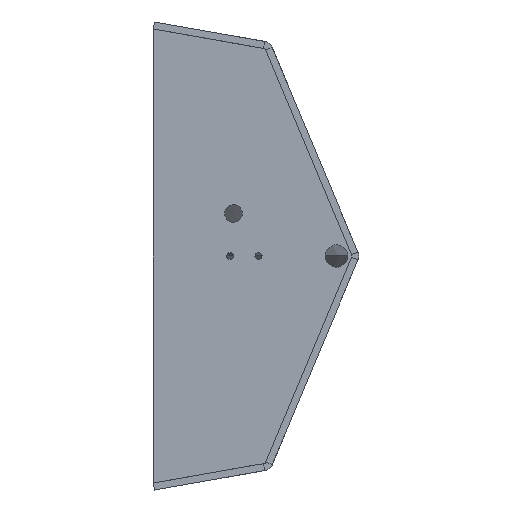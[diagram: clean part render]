
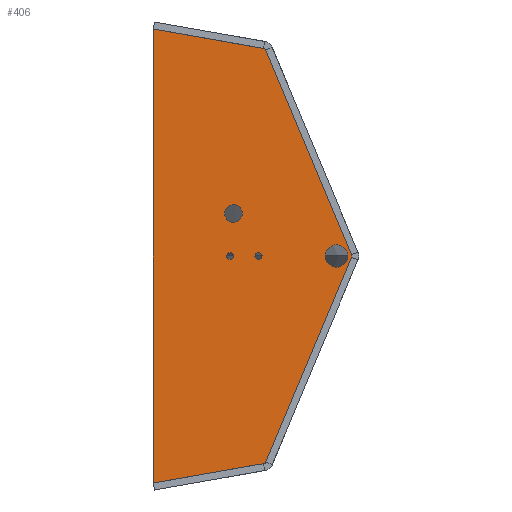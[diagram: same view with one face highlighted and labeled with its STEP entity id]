
A CAD part, left-side view. The second image highlights one B-rep face of the part: STEP entity #406.
In plain terms, the highlighted free-form (B-spline) face has degree [1, 1] with [2, 2] control points.
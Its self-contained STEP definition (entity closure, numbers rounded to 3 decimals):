
#24 = VERTEX_POINT('',#25);
#25 = CARTESIAN_POINT('',(-4.576,-118.209,7.212
    ));
#30 = EDGE_CURVE('',#31,#24,#33,.T.);
#31 = VERTEX_POINT('',#32);
#32 = CARTESIAN_POINT('',(-4.576,-118.209,
    -7.212));
#33 = ( BOUNDED_CURVE() B_SPLINE_CURVE(2,(#34,#35,#36,#37,#38),
.UNSPECIFIED.,.F.,.F.) B_SPLINE_CURVE_WITH_KNOTS((3,2,3),(3.142,
4.712,6.283),.PIECEWISE_BEZIER_KNOTS.) CURVE() 
GEOMETRIC_REPRESENTATION_ITEM() RATIONAL_B_SPLINE_CURVE((1.,
0.707,1.,0.707,1.)) REPRESENTATION_ITEM('') );
#34 = CARTESIAN_POINT('',(-4.576,-118.209,
    -7.212));
#35 = CARTESIAN_POINT('',(-4.576,-125.421,-7.212
    ));
#36 = CARTESIAN_POINT('',(-4.576,-125.421,
    0.));
#37 = CARTESIAN_POINT('',(-4.576,-125.421,7.212)
  );
#38 = CARTESIAN_POINT('',(-4.576,-118.209,7.212
    ));
#72 = VERTEX_POINT('',#73);
#73 = CARTESIAN_POINT('',(-4.576,-67.872,2.288
    ));
#78 = EDGE_CURVE('',#79,#72,#81,.T.);
#79 = VERTEX_POINT('',#80);
#80 = CARTESIAN_POINT('',(-4.576,-67.872,
    -2.288));
#81 = ( BOUNDED_CURVE() B_SPLINE_CURVE(2,(#82,#83,#84,#85,#86),
.UNSPECIFIED.,.F.,.F.) B_SPLINE_CURVE_WITH_KNOTS((3,2,3),(3.142,
4.712,6.283),.PIECEWISE_BEZIER_KNOTS.) CURVE() 
GEOMETRIC_REPRESENTATION_ITEM() RATIONAL_B_SPLINE_CURVE((1.,
0.707,1.,0.707,1.)) REPRESENTATION_ITEM('') );
#82 = CARTESIAN_POINT('',(-4.576,-67.872,
    -2.288));
#83 = CARTESIAN_POINT('',(-4.576,-70.16,
    -2.288));
#84 = CARTESIAN_POINT('',(-4.576,-70.16,
    0.));
#85 = CARTESIAN_POINT('',(-4.576,-70.16,2.288
    ));
#86 = CARTESIAN_POINT('',(-4.576,-67.872,2.288
    ));
#120 = VERTEX_POINT('',#121);
#121 = CARTESIAN_POINT('',(-4.576,-49.567,
    2.288));
#126 = EDGE_CURVE('',#127,#120,#129,.T.);
#127 = VERTEX_POINT('',#128);
#128 = CARTESIAN_POINT('',(-4.576,-49.567,
    -2.288));
#129 = ( BOUNDED_CURVE() B_SPLINE_CURVE(2,(#130,#131,#132,#133,#134),
.UNSPECIFIED.,.F.,.F.) B_SPLINE_CURVE_WITH_KNOTS((3,2,3),(3.142,
4.712,6.283),.PIECEWISE_BEZIER_KNOTS.) CURVE() 
GEOMETRIC_REPRESENTATION_ITEM() RATIONAL_B_SPLINE_CURVE((1.,
0.707,1.,0.707,1.)) REPRESENTATION_ITEM('') );
#130 = CARTESIAN_POINT('',(-4.576,-49.567,
    -2.288));
#131 = CARTESIAN_POINT('',(-4.576,-51.855,
    -2.288));
#132 = CARTESIAN_POINT('',(-4.576,-51.855,
    0.));
#133 = CARTESIAN_POINT('',(-4.576,-51.855,
    2.288));
#134 = CARTESIAN_POINT('',(-4.576,-49.567,
    2.288));
#168 = VERTEX_POINT('',#169);
#169 = CARTESIAN_POINT('',(-4.576,-51.763,
    33.131));
#174 = EDGE_CURVE('',#175,#168,#177,.T.);
#175 = VERTEX_POINT('',#176);
#176 = CARTESIAN_POINT('',(-4.576,-51.763,
    21.783));
#177 = ( BOUNDED_CURVE() B_SPLINE_CURVE(2,(#178,#179,#180,#181,#182),
.UNSPECIFIED.,.F.,.F.) B_SPLINE_CURVE_WITH_KNOTS((3,2,3),(3.142,
4.712,6.283),.PIECEWISE_BEZIER_KNOTS.) CURVE() 
GEOMETRIC_REPRESENTATION_ITEM() RATIONAL_B_SPLINE_CURVE((1.,
0.707,1.,0.707,1.)) REPRESENTATION_ITEM('') );
#178 = CARTESIAN_POINT('',(-4.576,-51.763,
    21.783));
#179 = CARTESIAN_POINT('',(-4.576,-57.438,
    21.783));
#180 = CARTESIAN_POINT('',(-4.576,-57.438,
    27.457));
#181 = CARTESIAN_POINT('',(-4.576,-57.438,
    33.131));
#182 = CARTESIAN_POINT('',(-4.576,-51.763,
    33.131));
#214 = VERTEX_POINT('',#215);
#215 = CARTESIAN_POINT('',(-4.576,-72.057,
    133.731));
#222 = EDGE_CURVE('',#214,#223,#225,.T.);
#223 = VERTEX_POINT('',#224);
#224 = CARTESIAN_POINT('',(-4.576,-128.132,0.));
#225 = B_SPLINE_CURVE_WITH_KNOTS('',1,(#226,#227),.UNSPECIFIED.,.F.,.F.,
  (2,2),(0.,100.611),.PIECEWISE_BEZIER_KNOTS.);
#226 = CARTESIAN_POINT('',(-4.576,-72.057,
    133.731));
#227 = CARTESIAN_POINT('',(-4.576,-128.132,0.));
#250 = EDGE_CURVE('',#223,#251,#253,.T.);
#251 = VERTEX_POINT('',#252);
#252 = CARTESIAN_POINT('',(-4.576,-72.106,
    -133.723));
#253 = B_SPLINE_CURVE_WITH_KNOTS('',1,(#254,#255),.UNSPECIFIED.,.F.,.F.,
  (2,2),(0.,100.593),.PIECEWISE_BEZIER_KNOTS.);
#254 = CARTESIAN_POINT('',(-4.576,-128.132,0.));
#255 = CARTESIAN_POINT('',(-4.576,-72.106,
    -133.723));
#278 = EDGE_CURVE('',#251,#279,#281,.T.);
#279 = VERTEX_POINT('',#280);
#280 = CARTESIAN_POINT('',(-4.576,0.,-146.437));
#281 = B_SPLINE_CURVE_WITH_KNOTS('',1,(#282,#283),.UNSPECIFIED.,.F.,.F.,
  (2,2),(0.,50.8),.PIECEWISE_BEZIER_KNOTS.);
#282 = CARTESIAN_POINT('',(-4.576,-72.106,
    -133.723));
#283 = CARTESIAN_POINT('',(-4.576,0.,
    -146.437));
#306 = EDGE_CURVE('',#279,#307,#309,.T.);
#307 = VERTEX_POINT('',#308);
#308 = CARTESIAN_POINT('',(-4.576,0.,146.437));
#309 = B_SPLINE_CURVE_WITH_KNOTS('',1,(#310,#311),.UNSPECIFIED.,.F.,.F.,
  (2,2),(-101.6,101.6),.PIECEWISE_BEZIER_KNOTS.);
#310 = CARTESIAN_POINT('',(-4.576,0.,-146.437));
#311 = CARTESIAN_POINT('',(-4.576,0.,146.437));
#333 = EDGE_CURVE('',#307,#214,#334,.T.);
#334 = B_SPLINE_CURVE_WITH_KNOTS('',1,(#335,#336),.UNSPECIFIED.,.F.,.F.,
  (2,2),(0.,50.766),.PIECEWISE_BEZIER_KNOTS.);
#335 = CARTESIAN_POINT('',(-4.576,0.,146.437));
#336 = CARTESIAN_POINT('',(-4.576,-72.057,
    133.731));
#406 = ADVANCED_FACE('',(#407,#418,#429,#440,#451),#458,.F.);
#407 = FACE_BOUND('',#408,.T.);
#408 = EDGE_LOOP('',(#409,#417));
#409 = ORIENTED_EDGE('',*,*,#410,.F.);
#410 = EDGE_CURVE('',#24,#31,#411,.T.);
#411 = ( BOUNDED_CURVE() B_SPLINE_CURVE(2,(#412,#413,#414,#415,#416),
.UNSPECIFIED.,.F.,.F.) B_SPLINE_CURVE_WITH_KNOTS((3,2,3),(0.,
1.571,3.142),.PIECEWISE_BEZIER_KNOTS.) CURVE() 
GEOMETRIC_REPRESENTATION_ITEM() RATIONAL_B_SPLINE_CURVE((1.,
0.707,1.,0.707,1.)) REPRESENTATION_ITEM('') );
#412 = CARTESIAN_POINT('',(-4.576,-118.209,
    7.212));
#413 = CARTESIAN_POINT('',(-4.576,-110.997,
    7.212));
#414 = CARTESIAN_POINT('',(-4.576,-110.997,
    0.));
#415 = CARTESIAN_POINT('',(-4.576,-110.997,
    -7.212));
#416 = CARTESIAN_POINT('',(-4.576,-118.209,
    -7.212));
#417 = ORIENTED_EDGE('',*,*,#30,.F.);
#418 = FACE_BOUND('',#419,.T.);
#419 = EDGE_LOOP('',(#420,#428));
#420 = ORIENTED_EDGE('',*,*,#421,.F.);
#421 = EDGE_CURVE('',#72,#79,#422,.T.);
#422 = ( BOUNDED_CURVE() B_SPLINE_CURVE(2,(#423,#424,#425,#426,#427),
.UNSPECIFIED.,.F.,.F.) B_SPLINE_CURVE_WITH_KNOTS((3,2,3),(0.,
1.571,3.142),.PIECEWISE_BEZIER_KNOTS.) CURVE() 
GEOMETRIC_REPRESENTATION_ITEM() RATIONAL_B_SPLINE_CURVE((1.,
0.707,1.,0.707,1.)) REPRESENTATION_ITEM('') );
#423 = CARTESIAN_POINT('',(-4.576,-67.872,
    2.288));
#424 = CARTESIAN_POINT('',(-4.576,-65.583,
    2.288));
#425 = CARTESIAN_POINT('',(-4.576,-65.583,
    0.));
#426 = CARTESIAN_POINT('',(-4.576,-65.583,
    -2.288));
#427 = CARTESIAN_POINT('',(-4.576,-67.872,
    -2.288));
#428 = ORIENTED_EDGE('',*,*,#78,.F.);
#429 = FACE_BOUND('',#430,.T.);
#430 = EDGE_LOOP('',(#431,#439));
#431 = ORIENTED_EDGE('',*,*,#432,.F.);
#432 = EDGE_CURVE('',#120,#127,#433,.T.);
#433 = ( BOUNDED_CURVE() B_SPLINE_CURVE(2,(#434,#435,#436,#437,#438),
.UNSPECIFIED.,.F.,.F.) B_SPLINE_CURVE_WITH_KNOTS((3,2,3),(0.,
1.571,3.142),.PIECEWISE_BEZIER_KNOTS.) CURVE() 
GEOMETRIC_REPRESENTATION_ITEM() RATIONAL_B_SPLINE_CURVE((1.,
0.707,1.,0.707,1.)) REPRESENTATION_ITEM('') );
#434 = CARTESIAN_POINT('',(-4.576,-49.567,
    2.288));
#435 = CARTESIAN_POINT('',(-4.576,-47.279,
    2.288));
#436 = CARTESIAN_POINT('',(-4.576,-47.279,
    0.));
#437 = CARTESIAN_POINT('',(-4.576,-47.279,
    -2.288));
#438 = CARTESIAN_POINT('',(-4.576,-49.567,
    -2.288));
#439 = ORIENTED_EDGE('',*,*,#126,.F.);
#440 = FACE_BOUND('',#441,.T.);
#441 = EDGE_LOOP('',(#442,#450));
#442 = ORIENTED_EDGE('',*,*,#443,.F.);
#443 = EDGE_CURVE('',#168,#175,#444,.T.);
#444 = ( BOUNDED_CURVE() B_SPLINE_CURVE(2,(#445,#446,#447,#448,#449),
.UNSPECIFIED.,.F.,.F.) B_SPLINE_CURVE_WITH_KNOTS((3,2,3),(0.,
1.571,3.142),.PIECEWISE_BEZIER_KNOTS.) CURVE() 
GEOMETRIC_REPRESENTATION_ITEM() RATIONAL_B_SPLINE_CURVE((1.,
0.707,1.,0.707,1.)) REPRESENTATION_ITEM('') );
#445 = CARTESIAN_POINT('',(-4.576,-51.763,
    33.131));
#446 = CARTESIAN_POINT('',(-4.576,-46.089,
    33.131));
#447 = CARTESIAN_POINT('',(-4.576,-46.089,
    27.457));
#448 = CARTESIAN_POINT('',(-4.576,-46.089,
    21.783));
#449 = CARTESIAN_POINT('',(-4.576,-51.763,
    21.783));
#450 = ORIENTED_EDGE('',*,*,#174,.F.);
#451 = FACE_BOUND('',#452,.T.);
#452 = EDGE_LOOP('',(#453,#454,#455,#456,#457));
#453 = ORIENTED_EDGE('',*,*,#306,.F.);
#454 = ORIENTED_EDGE('',*,*,#278,.F.);
#455 = ORIENTED_EDGE('',*,*,#250,.F.);
#456 = ORIENTED_EDGE('',*,*,#222,.F.);
#457 = ORIENTED_EDGE('',*,*,#333,.F.);
#458 = B_SPLINE_SURFACE_WITH_KNOTS('',1,1,(
    (#459,#460)
    ,(#461,#462
    )),.UNSPECIFIED.,.F.,.F.,.F.,(2,2),(2,2),(-101.6,101.6),(-88.9,
    0.),.PIECEWISE_BEZIER_KNOTS.);
#459 = CARTESIAN_POINT('',(-4.576,-128.132,
    146.437));
#460 = CARTESIAN_POINT('',(-4.576,0.,
    146.437));
#461 = CARTESIAN_POINT('',(-4.576,-128.132,
    -146.437));
#462 = CARTESIAN_POINT('',(-4.576,0.,
    -146.437));
